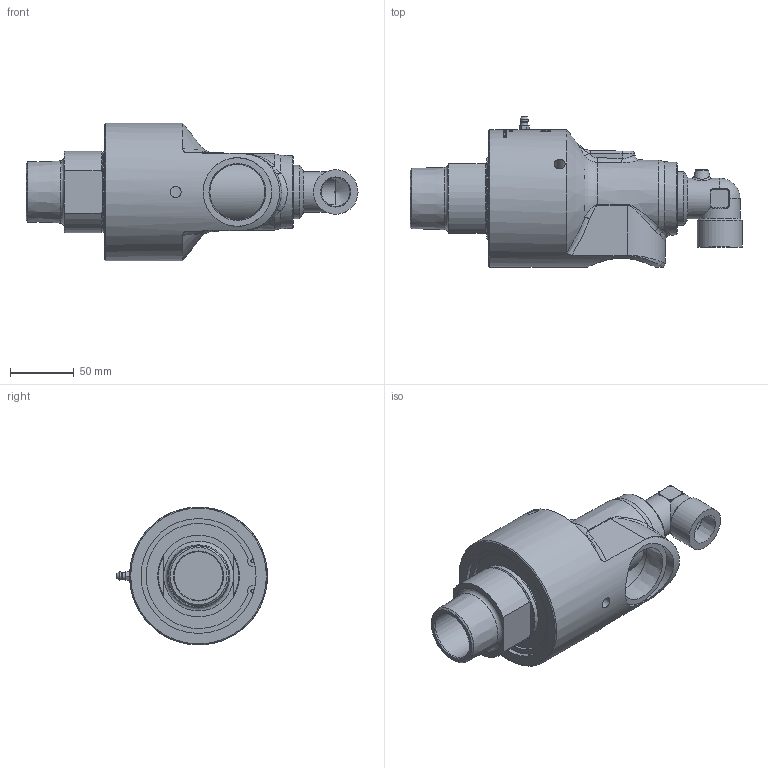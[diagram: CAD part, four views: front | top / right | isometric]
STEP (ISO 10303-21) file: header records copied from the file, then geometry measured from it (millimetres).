
FILE_DESCRIPTION(/* description */ (''),/* implementation_level */ '2;1');
FILE_NAME(/* name */ '557-000-001013-IC.stp',/* time_stamp */ '2022-07-05T14:24:27-05:00',/* author */ ('GALINDOLM'),/* organization */ (''),/* preprocessor_version */ 'ST-DEVELOPER v18.1',/* originating_system */ 'Autodesk Inventor 2022',/* authorisation */ '');
FILE_SCHEMA (('AUTOMOTIVE_DESIGN { 1 0 10303 214 3 1 1 }'));
Products named in the file (1): 557-000-001013-IC
Bounding box: 260.2 x 118.26 x 108 mm (x, y, z)
Volume: 996785.8 mm3; surface area: 101642.1 mm2
Topology: 1 solids, 2 shells, 977 faces, 2545 edges, 1673 vertices
Faces by surface type: bspline 428, plane 359, cylinder 146, cone 26, torus 15, sphere 3
Full cylindrical faces by diameter (mm): 3 x1, 3.175 x2, 5.359 x1, 6.34 x1, 8.6 x3, 22.631 x2, 27.05 x1, 32 x1, 35 x1, 37.313 x1, 38.1 x1, 43.256 x1, 53.7 x1, 56.25 x1, 64 x1, 90.07 x1, 108 x1
Entity records: 43571 total; most frequent: CARTESIAN_POINT 21794, ORIENTED_EDGE 5064, DIRECTION 3298, EDGE_CURVE 2532, VERTEX_POINT 1673, AXIS2_PLACEMENT_3D 1125, EDGE_LOOP 1091, LINE 1048
